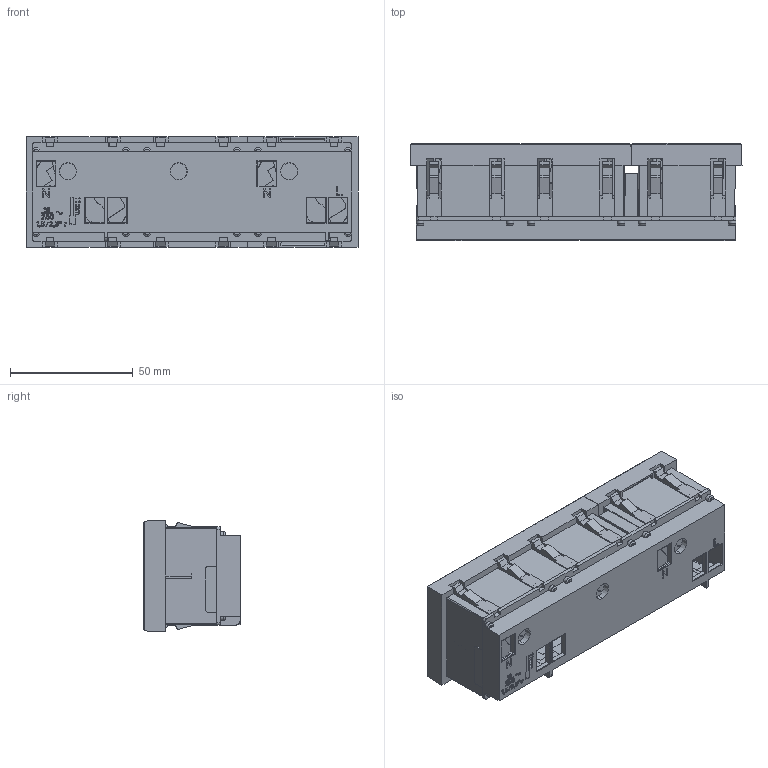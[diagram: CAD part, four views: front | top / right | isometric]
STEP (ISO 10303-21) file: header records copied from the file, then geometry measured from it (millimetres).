
FILE_DESCRIPTION((''),'2;1');
FILE_NAME('6120130_ASM','2015-07-10T',('AndreasKeweloh'),(''),'CREO PARAMETRIC BY PTC INC, 2015080','CREO PARAMETRIC BY PTC INC, 2015080','');
FILE_SCHEMA(('CONFIG_CONTROL_DESIGN'));
Products named in the file (9): 044679; 044039; 077656_ASM; 044048; 043999; 047859_VDE_ASM; 044040; 077657_ASM; 6120130_ASM
Assembly tree (12 placements, depth 3):
  6120130_ASM
    077656_ASM
      044679
      044039
    044048
    047859_VDE_ASM
      043999  x3
    077657_ASM
      044679  x2
      044040
Bounding box: 135 x 39.45 x 45 mm (x, y, z)
Volume: 55488.5 mm3; surface area: 73547.4 mm2
Topology: 9 solids, 9 shells, 2490 faces, 7088 edges, 4645 vertices
Faces by surface type: plane 1912, cone 247, cylinder 218, extrusion 52, torus 31, bspline 29, sphere 1
Entity records: 76143 total; most frequent: CARTESIAN_POINT 18258, ORIENTED_EDGE 12804, DIRECTION 10754, EDGE_CURVE 6402, VECTOR 5128, LINE 5076, VERTEX_POINT 4203, AXIS2_PLACEMENT_3D 2813
